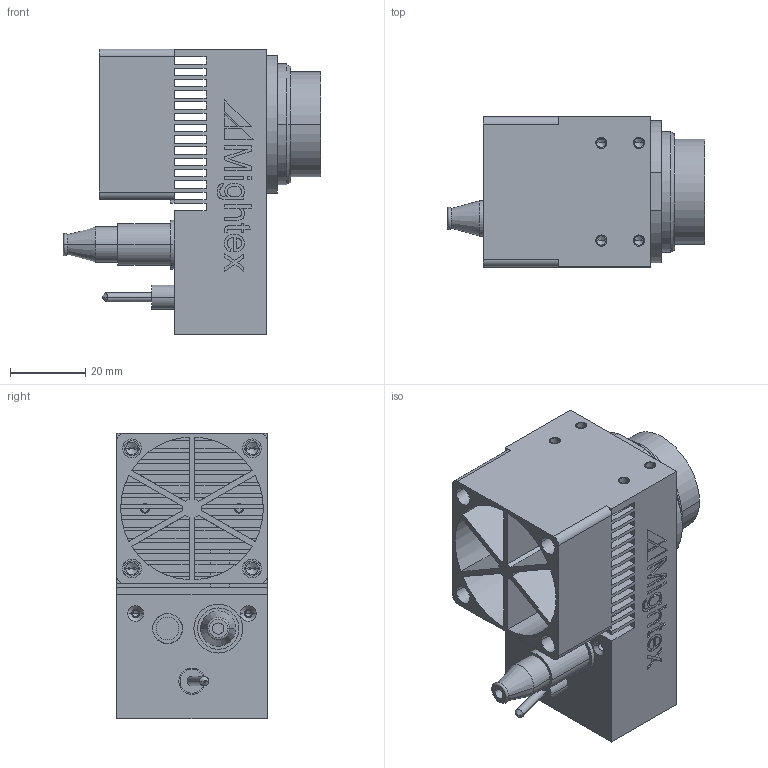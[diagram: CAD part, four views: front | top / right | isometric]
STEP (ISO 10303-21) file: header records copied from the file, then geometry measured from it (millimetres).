
FILE_DESCRIPTION((''),'2;1');
FILE_NAME('174002','2017-10-30T',('zkm'),(''),'PRO/ENGINEER BY PARAMETRIC TECHNOLOGY CORPORATION, 2004110','PRO/ENGINEER BY PARAMETRIC TECHNOLOGY CORPORATION, 2004110','');
FILE_SCHEMA(('CONFIG_CONTROL_DESIGN'));
Length unit declared in the file: millimetre
Products named in the file (1): 174002
Bounding box: 68.5 x 40 x 76 mm (x, y, z)
Volume: 56873.7 mm3; surface area: 49562.4 mm2
Topology: 1 solids, 25 shells, 669 faces, 1897 edges, 1186 vertices
Faces by surface type: plane 371, cylinder 179, extrusion 63, cone 54, torus 2
Entity records: 21846 total; most frequent: CARTESIAN_POINT 4332, ORIENTED_EDGE 3634, DIRECTION 3500, EDGE_CURVE 1863, VECTOR 1302, LINE 1239, VERTEX_POINT 1186, AXIS2_PLACEMENT_3D 1099
